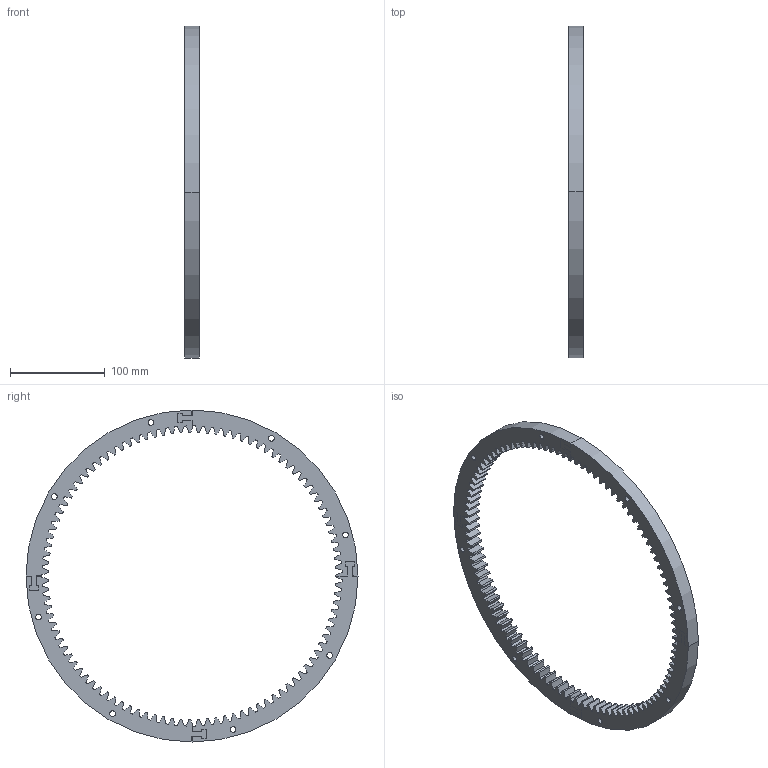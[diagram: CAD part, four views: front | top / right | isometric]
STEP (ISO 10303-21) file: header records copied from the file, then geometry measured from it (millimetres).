
FILE_DESCRIPTION (( 'STEP AP214' ), '1' );
FILE_NAME ('InnerGear.STEP', '2025-01-25T20:44:57', ( '' ), ( '' ), 'SwSTEP 2.0', 'SolidWorks 2022', '' );
FILE_SCHEMA (( 'AUTOMOTIVE_DESIGN' ));
Length unit declared in the file: millimetre
Products named in the file (5): Q4_Metric - Internal spur gear 3M 103T 20PA 15FW ---S103S350OD 1AF; InnerGear; Q1_Metric - Internal spur gear 3M 103T 20PA 15FW ---S103S350OD 1AF; Q2_Metric - Internal spur gear 3M 103T 20PA 15FW ---S103S350OD 1AF; Q3_Metric - Internal spur gear 3M 103T 20PA 15FW ---S103S350OD 1AF
Assembly tree (4 placements, depth 2):
  InnerGear
    Q1_Metric - Internal spur gear 3M 103T 20PA 15FW ---S103S350OD 1AF
    Q2_Metric - Internal spur gear 3M 103T 20PA 15FW ---S103S350OD 1AF
    Q4_Metric - Internal spur gear 3M 103T 20PA 15FW ---S103S350OD 1AF
    Q3_Metric - Internal spur gear 3M 103T 20PA 15FW ---S103S350OD 1AF
Bounding box: 15 x 350 x 350 mm (x, y, z)
Volume: 306885.5 mm3; surface area: 95872.5 mm2
Topology: 4 solids, 4 shells, 519 faces, 1533 edges, 1022 vertices
Faces by surface type: cylinder 439, plane 80
Entity records: 18055 total; most frequent: DIRECTION 3463, CARTESIAN_POINT 3081, ORIENTED_EDGE 3066, EDGE_CURVE 1533, AXIS2_PLACEMENT_3D 1404, VERTEX_POINT 1022, CIRCLE 878, VECTOR 655
